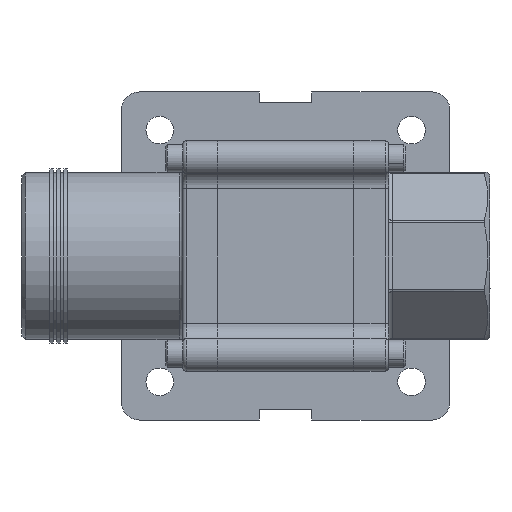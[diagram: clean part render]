
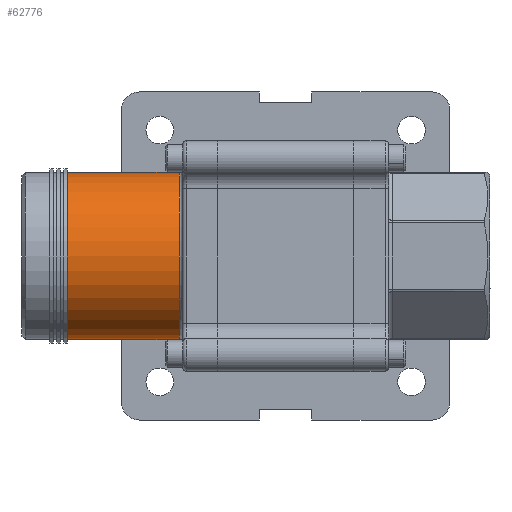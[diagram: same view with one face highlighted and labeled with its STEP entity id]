
A CAD part, front view. The second image highlights one B-rep face of the part: STEP entity #62776.
In plain terms, the highlighted cylindrical face has radius 24 mm (diameter 48 mm), a partial arc.
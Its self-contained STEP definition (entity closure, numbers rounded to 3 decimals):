
#1472 = AXIS2_PLACEMENT_3D ( 'NONE', #52459, #25660, #58064 ) ;
#3691 = ORIENTED_EDGE ( 'NONE', *, *, #30682, .T. ) ;
#4793 = EDGE_CURVE ( 'NONE', #75780, #24193, #28438, .T. ) ;
#6922 = DIRECTION ( 'NONE',  ( 0., 0., 1. ) ) ;
#8620 = AXIS2_PLACEMENT_3D ( 'NONE', #32303, #45554, #34988 ) ;
#8676 = DIRECTION ( 'NONE',  ( -1., 0., 0. ) ) ;
#9492 = CYLINDRICAL_SURFACE ( 'NONE', #1472, 24. ) ;
#18261 = ORIENTED_EDGE ( 'NONE', *, *, #46832, .F. ) ;
#18982 = CARTESIAN_POINT ( 'NONE',  ( -62.55, 0., 0. ) ) ;
#19837 = CARTESIAN_POINT ( 'NONE',  ( -30.517, 0., 24. ) ) ;
#19952 = CARTESIAN_POINT ( 'NONE',  ( 38.366, 0., -24. ) ) ;
#21775 = VERTEX_POINT ( 'NONE', #19837 ) ;
#24193 = VERTEX_POINT ( 'NONE', #31131 ) ;
#25660 = DIRECTION ( 'NONE',  ( -1., 0., 0. ) ) ;
#28438 = CIRCLE ( 'NONE', #47645, 24. ) ;
#30682 = EDGE_CURVE ( 'NONE', #43675, #21775, #74035, .T. ) ;
#30817 = EDGE_LOOP ( 'NONE', ( #18261, #3691, #77551, #45823 ) ) ;
#31131 = CARTESIAN_POINT ( 'NONE',  ( -62.55, 0., 24. ) ) ;
#32303 = CARTESIAN_POINT ( 'NONE',  ( -30.517, 0., 0. ) ) ;
#33667 = VECTOR ( 'NONE', #58973, 1000. ) ;
#34988 = DIRECTION ( 'NONE',  ( 0., 0., 1. ) ) ;
#38402 = LINE ( 'NONE', #19952, #41070 ) ;
#41070 = VECTOR ( 'NONE', #8676, 1000. ) ;
#43675 = VERTEX_POINT ( 'NONE', #75299 ) ;
#45554 = DIRECTION ( 'NONE',  ( -1., 0., 0. ) ) ;
#45823 = ORIENTED_EDGE ( 'NONE', *, *, #4793, .F. ) ;
#46832 = EDGE_CURVE ( 'NONE', #43675, #75780, #38402, .T. ) ;
#47645 = AXIS2_PLACEMENT_3D ( 'NONE', #18982, #68364, #6922 ) ;
#51659 = FACE_OUTER_BOUND ( 'NONE', #30817, .T. ) ;
#52459 = CARTESIAN_POINT ( 'NONE',  ( 38.366, 0., 0. ) ) ;
#58064 = DIRECTION ( 'NONE',  ( 0., 0., 1. ) ) ;
#58973 = DIRECTION ( 'NONE',  ( -1., 0., 0. ) ) ;
#62776 = ADVANCED_FACE ( 'NONE', ( #51659 ), #9492, .T. ) ;
#64607 = LINE ( 'NONE', #77052, #33667 ) ;
#68364 = DIRECTION ( 'NONE',  ( -1., 0., 0. ) ) ;
#70671 = EDGE_CURVE ( 'NONE', #21775, #24193, #64607, .T. ) ;
#74035 = CIRCLE ( 'NONE', #8620, 24. ) ;
#74108 = CARTESIAN_POINT ( 'NONE',  ( -62.55, 0., -24. ) ) ;
#75299 = CARTESIAN_POINT ( 'NONE',  ( -30.517, 0., -24. ) ) ;
#75780 = VERTEX_POINT ( 'NONE', #74108 ) ;
#77052 = CARTESIAN_POINT ( 'NONE',  ( 38.366, 0., 24. ) ) ;
#77551 = ORIENTED_EDGE ( 'NONE', *, *, #70671, .T. ) ;
